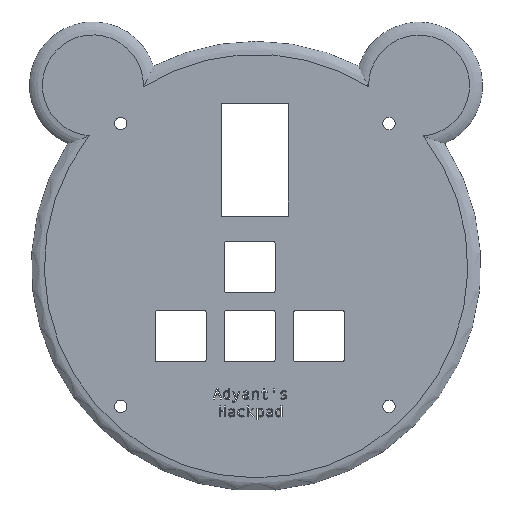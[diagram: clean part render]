
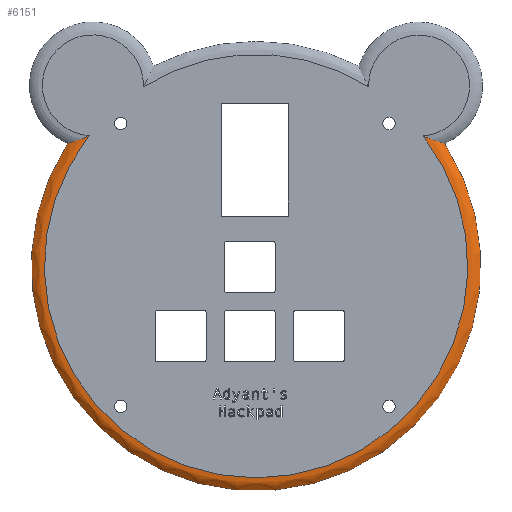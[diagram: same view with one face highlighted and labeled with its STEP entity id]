
A CAD part, top view. The second image highlights one B-rep face of the part: STEP entity #6151.
In plain terms, the highlighted toroidal (fillet/blend) face has major radius 58.429 mm and minor radius 5 mm.
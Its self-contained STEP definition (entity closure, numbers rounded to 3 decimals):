
#62=TOROIDAL_SURFACE('',#6498,58.429,5.);
#107=CIRCLE('',#6499,58.429);
#108=CIRCLE('',#6500,62.);
#402=FACE_OUTER_BOUND('',#730,.T.);
#730=EDGE_LOOP('',(#4494,#4495,#4496,#4497));
#2218=B_SPLINE_CURVE_WITH_KNOTS('',3,(#9021,#9022,#9023,#9024,#9025,#9026,
#9027,#9028,#9029,#9030),.UNSPECIFIED.,.F.,.F.,(4,2,2,2,4),(-0.547,
-0.545,-0.283,-0.043,0.),
 .UNSPECIFIED.);
#2220=B_SPLINE_CURVE_WITH_KNOTS('',3,(#9046,#9047,#9048,#9049,#9050,#9051,
#9052,#9053),.UNSPECIFIED.,.F.,.F.,(4,2,2,4),(-0.568,-0.566,
-0.203,0.),.UNSPECIFIED.);
#2639=VERTEX_POINT('',#9018);
#2640=VERTEX_POINT('',#9020);
#2642=VERTEX_POINT('',#9042);
#2643=VERTEX_POINT('',#9044);
#3356=EDGE_CURVE('',#2640,#2639,#2218,.T.);
#3359=EDGE_CURVE('',#2642,#2640,#107,.T.);
#3360=EDGE_CURVE('',#2639,#2643,#108,.T.);
#3361=EDGE_CURVE('',#2642,#2643,#2220,.T.);
#4494=ORIENTED_EDGE('',*,*,#3359,.T.);
#4495=ORIENTED_EDGE('',*,*,#3356,.T.);
#4496=ORIENTED_EDGE('',*,*,#3360,.T.);
#4497=ORIENTED_EDGE('',*,*,#3361,.F.);
#6151=ADVANCED_FACE('',(#402),#62,.T.);
#6498=AXIS2_PLACEMENT_3D('',#9041,#6974,#6975);
#6499=AXIS2_PLACEMENT_3D('',#9043,#6976,#6977);
#6500=AXIS2_PLACEMENT_3D('',#9045,#6978,#6979);
#6974=DIRECTION('center_axis',(0.,0.,1.));
#6975=DIRECTION('ref_axis',(0.,-1.,0.));
#6976=DIRECTION('center_axis',(0.,0.,-1.));
#6977=DIRECTION('ref_axis',(0.,1.,0.));
#6978=DIRECTION('center_axis',(0.,0.,1.));
#6979=DIRECTION('ref_axis',(1.,0.,0.));
#9018=CARTESIAN_POINT('',(20.364,37.492,0.));
#9020=CARTESIAN_POINT('',(26.296,39.662,1.5));
#9021=CARTESIAN_POINT('Ctrl Pts',(26.296,39.662,1.5));
#9022=CARTESIAN_POINT('Ctrl Pts',(26.29,39.659,1.5));
#9023=CARTESIAN_POINT('Ctrl Pts',(26.283,39.656,1.5));
#9024=CARTESIAN_POINT('Ctrl Pts',(25.238,39.193,1.499));
#9025=CARTESIAN_POINT('Ctrl Pts',(24.171,38.774,1.412));
#9026=CARTESIAN_POINT('Ctrl Pts',(22.184,38.062,0.947));
#9027=CARTESIAN_POINT('Ctrl Pts',(21.382,37.805,0.622));
#9028=CARTESIAN_POINT('Ctrl Pts',(20.598,37.563,0.155));
#9029=CARTESIAN_POINT('Ctrl Pts',(20.48,37.527,0.08));
#9030=CARTESIAN_POINT('Ctrl Pts',(20.364,37.492,0.));
#9041=CARTESIAN_POINT('Origin',(72.334,3.682,-3.5));
#9042=CARTESIAN_POINT('',(118.42,39.6,1.5));
#9043=CARTESIAN_POINT('Origin',(72.334,3.682,1.5));
#9044=CARTESIAN_POINT('',(124.328,37.455,0.));
#9045=CARTESIAN_POINT('Origin',(72.334,3.682,0.));
#9046=CARTESIAN_POINT('Ctrl Pts',(118.42,39.6,1.5));
#9047=CARTESIAN_POINT('Ctrl Pts',(118.426,39.597,1.5));
#9048=CARTESIAN_POINT('Ctrl Pts',(118.432,39.594,1.5));
#9049=CARTESIAN_POINT('Ctrl Pts',(120.123,38.852,1.498));
#9050=CARTESIAN_POINT('Ctrl Pts',(121.485,38.372,1.26));
#9051=CARTESIAN_POINT('Ctrl Pts',(123.188,37.804,0.66));
#9052=CARTESIAN_POINT('Ctrl Pts',(123.786,37.617,0.374));
#9053=CARTESIAN_POINT('Ctrl Pts',(124.328,37.455,0.));
